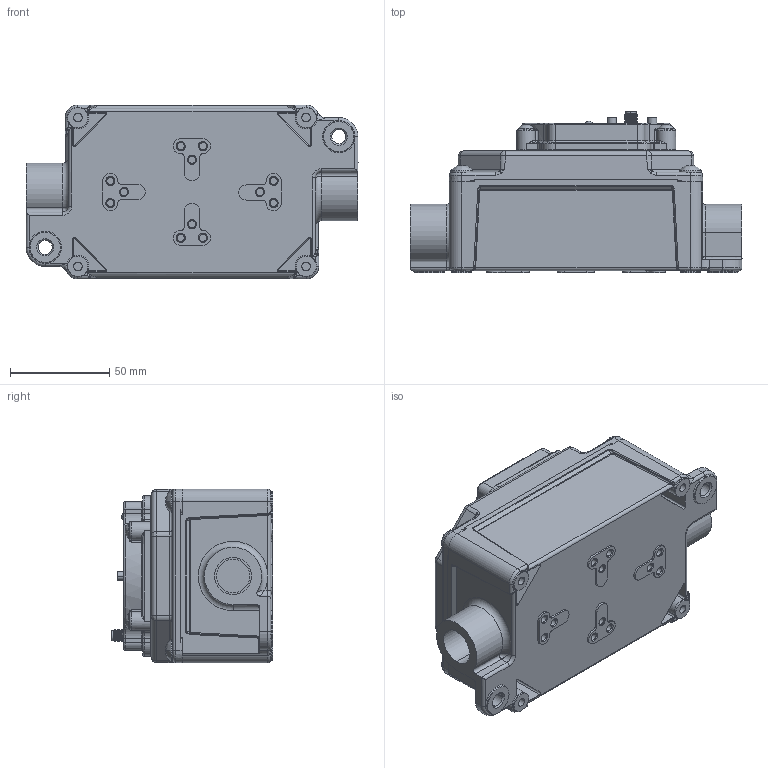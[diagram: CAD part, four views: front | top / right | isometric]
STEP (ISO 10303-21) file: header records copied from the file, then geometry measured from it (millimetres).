
FILE_DESCRIPTION((''),'2;1');
FILE_NAME('159659_SM01_ASM','2022-06-30T13:06:27',('PDMAdmin'),('BANNER ENGINEERING'),'CREO PARAMETRIC BY PTC INC, 2019292','CREO PARAMETRIC BY PTC INC, 2019292','');
FILE_SCHEMA(('CONFIG_CONTROL_DESIGN'));
Length unit declared in the file: inch
Products named in the file (2): 159659_EP01; 159659_SM01_ASM
Assembly tree (1 placements, depth 2):
  159659_SM01_ASM
    159659_EP01
Bounding box: 167.39 x 81.55 x 87.63 mm (x, y, z)
Volume: 706735.1 mm3; surface area: 79169.4 mm2
Topology: 1 solids, 1 shells, 1107 faces, 2668 edges, 1609 vertices
Faces by surface type: cylinder 419, plane 296, bspline 156, cone 116, torus 100, sphere 16, revolution 4
Entity records: 44691 total; most frequent: CARTESIAN_POINT 19617, ORIENTED_EDGE 5320, DIRECTION 5164, EDGE_CURVE 2660, AXIS2_PLACEMENT_3D 2010, VERTEX_POINT 1609, EDGE_LOOP 1183, VECTOR 1140
